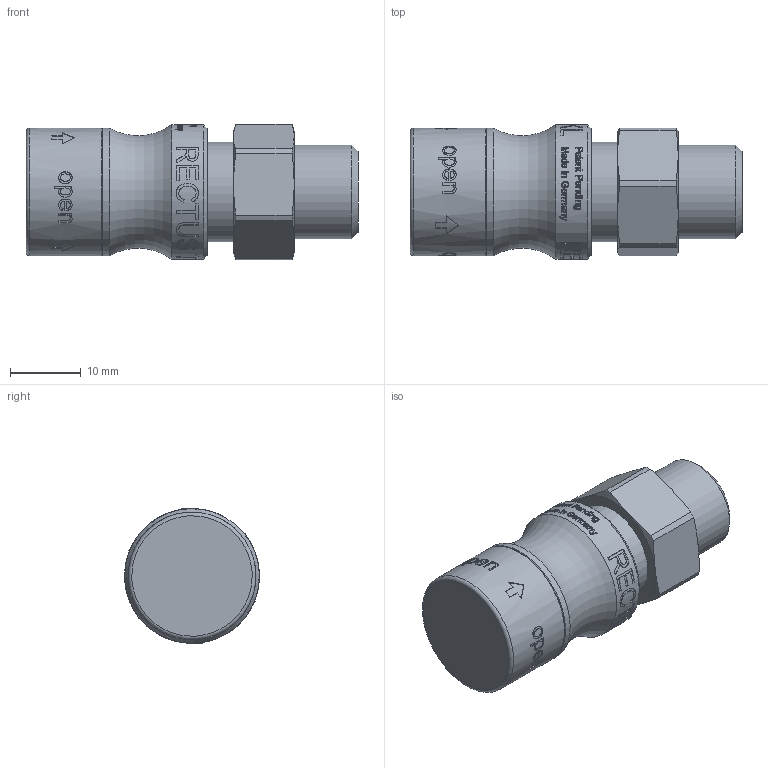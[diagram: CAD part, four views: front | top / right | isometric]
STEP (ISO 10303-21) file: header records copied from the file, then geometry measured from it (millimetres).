
FILE_DESCRIPTION((''),'2;1');
FILE_NAME('204KLAW13MPN.stp','2014-10-10T12:45:01',('SSC01480'),(''),'Autodesk Inventor 2013','Autodesk Inventor 2013','');
FILE_SCHEMA(('AUTOMOTIVE_DESIGN { 1 0 10303 214 1 1 1 1 }'));
Length unit declared in the file: millimetre
Products named in the file (1): D112147
Bounding box: 46.83 x 19 x 19.08 mm (x, y, z)
Volume: 8988.5 mm3; surface area: 6355.1 mm2
Topology: 1 solids, 6 shells, 865 faces, 2257 edges, 1493 vertices
Faces by surface type: plane 361, bspline 350, cylinder 113, cone 35, torus 6
Full cylindrical faces by diameter (mm): 10.3 x1, 10.4 x1, 10.45 x1, 11.3 x1, 11.46 x1, 12 x1, 12.5 x1, 12.7 x1, 13 x1, 13.157 x1, 14 x1, 14.05 x1, 14.2 x1, 14.6 x1, 14.8 x1, 16.35 x2, 17 x3, 17.2 x1, 18 x2, 19 x1
Entity records: 123122 total; most frequent: CARTESIAN_POINT 104081, ORIENTED_EDGE 4380, DIRECTION 2475, EDGE_CURVE 2190, VERTEX_POINT 1479, EDGE_LOOP 1017, B_SPLINE_CURVE_WITH_KNOTS 1012, FACE_OUTER_BOUND 865
